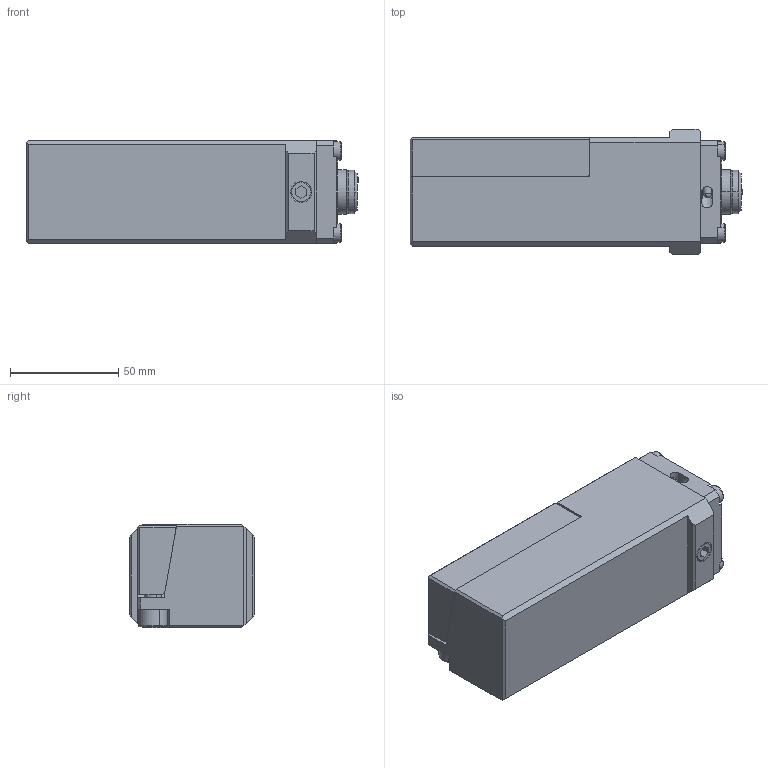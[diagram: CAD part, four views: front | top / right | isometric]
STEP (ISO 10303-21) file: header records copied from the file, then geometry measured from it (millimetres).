
FILE_DESCRIPTION (( 'STEP AP214' ), '1' );
FILE_NAME ('RER.HA4.V25.144.STEP', '2024-12-11T11:47:09', ( '' ), ( '' ), 'SwSTEP 2.0', 'SolidWorks 2022', '' );
FILE_SCHEMA (( 'AUTOMOTIVE_DESIGN' ));
Length unit declared in the file: millimetre
Products named in the file (19): RER-HA4.V25.140-11_A; DIN 3771 - 12x1.5; U40-HA4.001.010_für Eppinger Revolverböcke; Spindel; DIN 3771 - 36x2; GrundkörperHSK40; ISO 4762 - M8 x 35; Dichtung; RER-ER1.V32.083_A; HA4-ER1.001.000; DIN 7984 - M5 x 16; GN 610 - 4 x 14; U40-HA4.001.010_A; RER.HA4.V25.144; ISO 13337 - 3 x 14_PreviewCfg; DIN 916 - G1-8 x 8; ISO 4026 - M5 x 4_PreviewCfg; Backe; Stift
Assembly tree (26 placements, depth 4):
  RER.HA4.V25.144
    RER-HA4.V25.140-11_A
    U40-HA4.001.010_für Eppinger Revolverböcke
      U40-HA4.001.010_A
      HA4-ER1.001.000
        Dichtung
        DIN 3771 - 12x1.5
        Backe  x2
        Stift
        GrundkörperHSK40
        Spindel
      ISO 13337 - 3 x 14_PreviewCfg
      DIN 3771 - 36x2  x2
      GN 610 - 4 x 14
      ISO 4026 - M5 x 4_PreviewCfg
      DIN 7984 - M5 x 16  x4
    RER-ER1.V32.083_A
    ISO 4762 - M8 x 35  x3
    DIN 916 - G1-8 x 8  x2
Bounding box: 153.26 x 58 x 48 mm (x, y, z)
Volume: 327577.7 mm3; surface area: 83611.7 mm2
Topology: 24 solids, 24 shells, 709 faces, 1721 edges, 1048 vertices
Faces by surface type: plane 294, cylinder 205, cone 137, torus 64, bspline 7, sphere 2
Entity records: 19805 total; most frequent: CARTESIAN_POINT 5257, DIRECTION 2951, ORIENTED_EDGE 2670, EDGE_CURVE 1335, AXIS2_PLACEMENT_3D 1131, VERTEX_POINT 843, LINE 689, VECTOR 689
